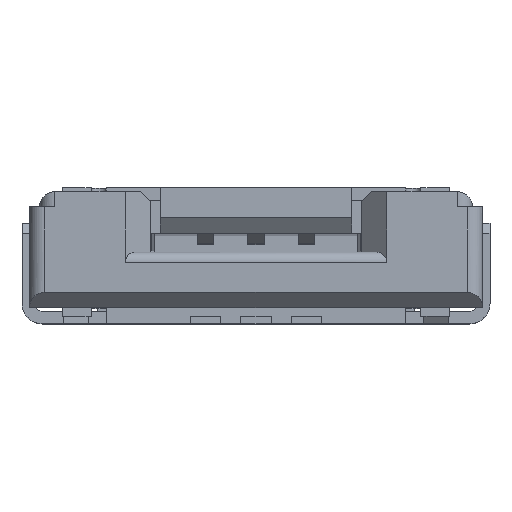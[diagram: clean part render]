
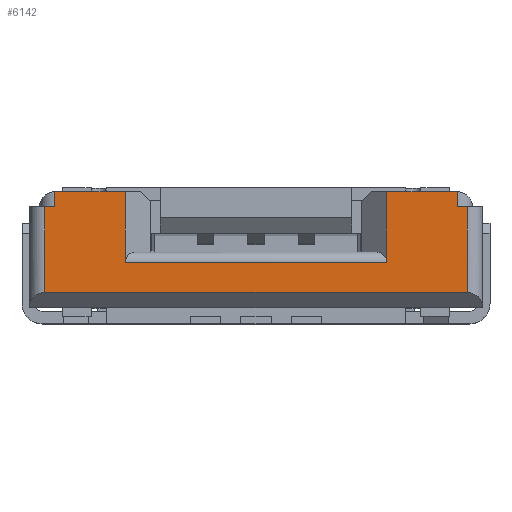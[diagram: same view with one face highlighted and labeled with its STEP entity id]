
A CAD part, top view. The second image highlights one B-rep face of the part: STEP entity #6142.
In plain terms, the highlighted planar face has unit normal (0, 0, 1).
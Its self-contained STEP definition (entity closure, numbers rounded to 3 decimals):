
#466=DIRECTION('',(0.,-1.,0.));
#467=VECTOR('',#466,1.4);
#468=CARTESIAN_POINT('',(2.6,1.27,2.8));
#469=LINE('',#468,#467);
#474=DIRECTION('',(0.,-1.,0.));
#475=VECTOR('',#474,1.7);
#476=CARTESIAN_POINT('',(4.2,0.97,2.8));
#477=LINE('',#476,#475);
#478=DIRECTION('',(1.,0.,0.));
#479=VECTOR('',#478,8.4);
#480=CARTESIAN_POINT('',(-4.2,-0.73,2.8));
#481=LINE('',#480,#479);
#482=DIRECTION('',(0.,-1.,0.));
#483=VECTOR('',#482,1.7);
#484=CARTESIAN_POINT('',(-4.2,0.97,2.8));
#485=LINE('',#484,#483);
#486=DIRECTION('',(0.,-1.,0.));
#487=VECTOR('',#486,0.3);
#488=CARTESIAN_POINT('',(-4.,1.27,2.8));
#489=LINE('',#488,#487);
#490=DIRECTION('',(1.,0.,0.));
#491=VECTOR('',#490,5.2);
#492=CARTESIAN_POINT('',(-2.6,-0.13,2.8));
#493=LINE('',#492,#491);
#494=DIRECTION('',(0.,-1.,0.));
#495=VECTOR('',#494,0.3);
#496=CARTESIAN_POINT('',(4.,1.27,2.8));
#497=LINE('',#496,#495);
#505=CARTESIAN_POINT('',(4.2,-0.73,2.8));
#621=DIRECTION('',(1.,0.,0.));
#622=VECTOR('',#621,0.2);
#623=CARTESIAN_POINT('',(4.,0.97,2.8));
#624=LINE('',#623,#622);
#646=DIRECTION('',(1.,0.,0.));
#647=VECTOR('',#646,0.2);
#648=CARTESIAN_POINT('',(-4.2,0.97,2.8));
#649=LINE('',#648,#647);
#708=DIRECTION('',(1.,0.,0.));
#709=VECTOR('',#708,1.4);
#710=CARTESIAN_POINT('',(-4.,1.27,2.8));
#711=LINE('',#710,#709);
#732=DIRECTION('',(1.,0.,0.));
#733=VECTOR('',#732,1.4);
#734=CARTESIAN_POINT('',(2.6,1.27,2.8));
#735=LINE('',#734,#733);
#1801=DIRECTION('',(0.,1.,0.));
#1802=VECTOR('',#1801,1.4);
#1803=CARTESIAN_POINT('',(-2.6,-0.13,2.8));
#1804=LINE('',#1803,#1802);
#4725=CARTESIAN_POINT('',(-4.,1.27,2.8));
#4726=VERTEX_POINT('',#4725);
#4731=CARTESIAN_POINT('',(4.,1.27,2.8));
#4732=VERTEX_POINT('',#4731);
#4749=CARTESIAN_POINT('',(-4.,0.97,2.8));
#4750=VERTEX_POINT('',#4749);
#4751=CARTESIAN_POINT('',(4.,0.97,2.8));
#4752=VERTEX_POINT('',#4751);
#4754=VERTEX_POINT('',#505);
#4755=CARTESIAN_POINT('',(4.2,0.97,2.8));
#4756=VERTEX_POINT('',#4755);
#4761=CARTESIAN_POINT('',(-4.2,-0.73,2.8));
#4762=VERTEX_POINT('',#4761);
#5117=CARTESIAN_POINT('',(2.6,1.27,2.8));
#5118=VERTEX_POINT('',#5117);
#5119=CARTESIAN_POINT('',(-2.6,1.27,2.8));
#5120=VERTEX_POINT('',#5119);
#5145=CARTESIAN_POINT('',(-2.6,-0.13,2.8));
#5146=CARTESIAN_POINT('',(2.6,-0.13,2.8));
#5147=VERTEX_POINT('',#5145);
#5148=VERTEX_POINT('',#5146);
#5399=CARTESIAN_POINT('',(-4.2,0.97,2.8));
#5400=VERTEX_POINT('',#5399);
#6112=CARTESIAN_POINT('',(-2.675,0.07,2.8));
#6113=DIRECTION('',(0.,0.,1.));
#6114=DIRECTION('',(0.,-1.,0.));
#6115=AXIS2_PLACEMENT_3D('',#6112,#6113,#6114);
#6116=PLANE('',#6115);
#6118=ORIENTED_EDGE('',*,*,#6117,.T.);
#6120=ORIENTED_EDGE('',*,*,#6119,.F.);
#6122=ORIENTED_EDGE('',*,*,#6121,.F.);
#6124=ORIENTED_EDGE('',*,*,#6123,.T.);
#6126=ORIENTED_EDGE('',*,*,#6125,.F.);
#6128=ORIENTED_EDGE('',*,*,#6127,.T.);
#6130=ORIENTED_EDGE('',*,*,#6129,.F.);
#6132=ORIENTED_EDGE('',*,*,#6131,.T.);
#6133=ORIENTED_EDGE('',*,*,#6099,.F.);
#6135=ORIENTED_EDGE('',*,*,#6134,.T.);
#6137=ORIENTED_EDGE('',*,*,#6136,.T.);
#6139=ORIENTED_EDGE('',*,*,#6138,.T.);
#6140=EDGE_LOOP('',(#6118,#6120,#6122,#6124,#6126,#6128,#6130,#6132,#6133,#6135,
#6137,#6139));
#6141=FACE_OUTER_BOUND('',#6140,.F.);
#6142=ADVANCED_FACE('',(#6141),#6116,.T.);
#6099=EDGE_CURVE('',#5118,#5148,#469,.T.);
#6117=EDGE_CURVE('',#4756,#4754,#477,.T.);
#6119=EDGE_CURVE('',#4762,#4754,#481,.T.);
#6121=EDGE_CURVE('',#5400,#4762,#485,.T.);
#6123=EDGE_CURVE('',#5400,#4750,#649,.T.);
#6125=EDGE_CURVE('',#4726,#4750,#489,.T.);
#6127=EDGE_CURVE('',#4726,#5120,#711,.T.);
#6129=EDGE_CURVE('',#5147,#5120,#1804,.T.);
#6131=EDGE_CURVE('',#5147,#5148,#493,.T.);
#6134=EDGE_CURVE('',#5118,#4732,#735,.T.);
#6136=EDGE_CURVE('',#4732,#4752,#497,.T.);
#6138=EDGE_CURVE('',#4752,#4756,#624,.T.);
